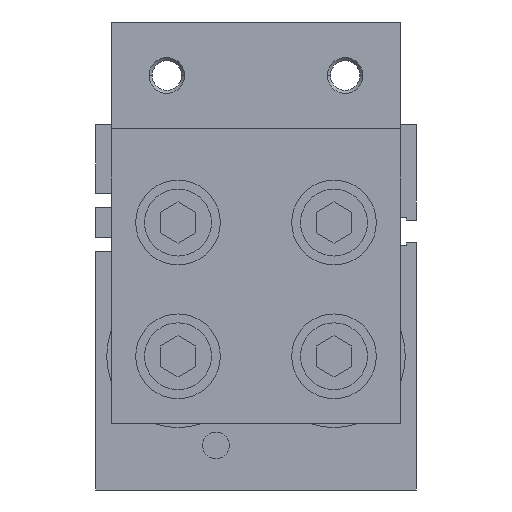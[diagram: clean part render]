
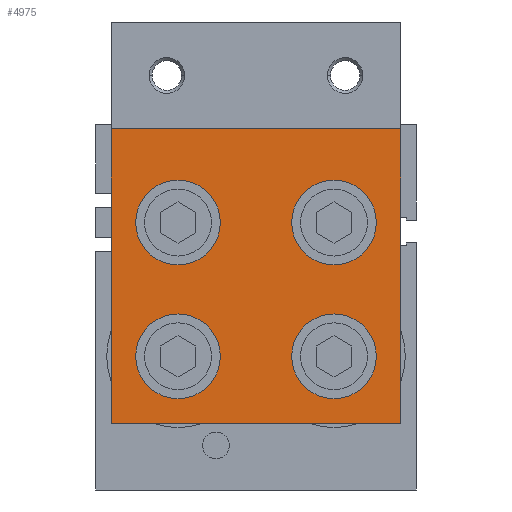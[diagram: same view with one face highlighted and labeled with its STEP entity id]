
A CAD part, front view. The second image highlights one B-rep face of the part: STEP entity #4975.
In plain terms, the highlighted face is planar.
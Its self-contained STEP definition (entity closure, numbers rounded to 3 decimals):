
#4856=CARTESIAN_POINT('',(-25.,21.,32.5));
#4857=DIRECTION('',(1.,0.,0.));
#4858=DIRECTION('',(0.,0.,-1.));
#4859=AXIS2_PLACEMENT_3D('',#4856,#4857,#4858);
#4860=PLANE('',#4859);
#4861=CARTESIAN_POINT('',(-25.,-30.,-27.));
#4862=VERTEX_POINT('',#4861);
#4863=CARTESIAN_POINT('',(-25.,-30.,-8.));
#4864=VERTEX_POINT('',#4863);
#4865=CARTESIAN_POINT('',(-25.,-30.,-17.5));
#4866=DIRECTION('',(1.,0.,0.));
#4867=DIRECTION('',(0.,0.,-1.));
#4868=AXIS2_PLACEMENT_3D('',#4865,#4866,#4867);
#4869=CIRCLE('',#4868,9.5);
#4870=EDGE_CURVE('',#4862,#4864,#4869,.T.);
#4871=ORIENTED_EDGE('',*,*,#4870,.T.);
#4872=CARTESIAN_POINT('',(-25.,-30.,-17.5));
#4873=DIRECTION('',(1.,0.,0.));
#4874=DIRECTION('',(0.,0.,-1.));
#4875=AXIS2_PLACEMENT_3D('',#4872,#4873,#4874);
#4876=CIRCLE('',#4875,9.5);
#4877=EDGE_CURVE('',#4864,#4862,#4876,.T.);
#4878=ORIENTED_EDGE('',*,*,#4877,.T.);
#4879=EDGE_LOOP('',(#4871,#4878));
#4880=FACE_BOUND('',#4879,.T.);
#4881=CARTESIAN_POINT('',(-25.,-0.,8.));
#4882=VERTEX_POINT('',#4881);
#4883=CARTESIAN_POINT('',(-25.,-0.,27.));
#4884=VERTEX_POINT('',#4883);
#4885=CARTESIAN_POINT('',(-25.,0.,17.5));
#4886=DIRECTION('',(1.,0.,0.));
#4887=DIRECTION('',(0.,0.,-1.));
#4888=AXIS2_PLACEMENT_3D('',#4885,#4886,#4887);
#4889=CIRCLE('',#4888,9.5);
#4890=EDGE_CURVE('',#4882,#4884,#4889,.T.);
#4891=ORIENTED_EDGE('',*,*,#4890,.T.);
#4892=CARTESIAN_POINT('',(-25.,0.,17.5));
#4893=DIRECTION('',(1.,0.,0.));
#4894=DIRECTION('',(0.,0.,-1.));
#4895=AXIS2_PLACEMENT_3D('',#4892,#4893,#4894);
#4896=CIRCLE('',#4895,9.5);
#4897=EDGE_CURVE('',#4884,#4882,#4896,.T.);
#4898=ORIENTED_EDGE('',*,*,#4897,.T.);
#4899=EDGE_LOOP('',(#4891,#4898));
#4900=FACE_BOUND('',#4899,.T.);
#4901=CARTESIAN_POINT('',(-25.,-30.,8.));
#4902=VERTEX_POINT('',#4901);
#4903=CARTESIAN_POINT('',(-25.,-30.,27.));
#4904=VERTEX_POINT('',#4903);
#4905=CARTESIAN_POINT('',(-25.,-30.,17.5));
#4906=DIRECTION('',(1.,0.,0.));
#4907=DIRECTION('',(0.,0.,-1.));
#4908=AXIS2_PLACEMENT_3D('',#4905,#4906,#4907);
#4909=CIRCLE('',#4908,9.5);
#4910=EDGE_CURVE('',#4902,#4904,#4909,.T.);
#4911=ORIENTED_EDGE('',*,*,#4910,.T.);
#4912=CARTESIAN_POINT('',(-25.,-30.,17.5));
#4913=DIRECTION('',(1.,0.,0.));
#4914=DIRECTION('',(0.,0.,-1.));
#4915=AXIS2_PLACEMENT_3D('',#4912,#4913,#4914);
#4916=CIRCLE('',#4915,9.5);
#4917=EDGE_CURVE('',#4904,#4902,#4916,.T.);
#4918=ORIENTED_EDGE('',*,*,#4917,.T.);
#4919=EDGE_LOOP('',(#4911,#4918));
#4920=FACE_BOUND('',#4919,.T.);
#4921=CARTESIAN_POINT('',(-25.,-0.,-27.));
#4922=VERTEX_POINT('',#4921);
#4923=CARTESIAN_POINT('',(-25.,-0.,-8.));
#4924=VERTEX_POINT('',#4923);
#4925=CARTESIAN_POINT('',(-25.,0.,-17.5));
#4926=DIRECTION('',(1.,0.,0.));
#4927=DIRECTION('',(0.,0.,-1.));
#4928=AXIS2_PLACEMENT_3D('',#4925,#4926,#4927);
#4929=CIRCLE('',#4928,9.5);
#4930=EDGE_CURVE('',#4922,#4924,#4929,.T.);
#4931=ORIENTED_EDGE('',*,*,#4930,.T.);
#4932=CARTESIAN_POINT('',(-25.,0.,-17.5));
#4933=DIRECTION('',(1.,0.,0.));
#4934=DIRECTION('',(0.,0.,-1.));
#4935=AXIS2_PLACEMENT_3D('',#4932,#4933,#4934);
#4936=CIRCLE('',#4935,9.5);
#4937=EDGE_CURVE('',#4924,#4922,#4936,.T.);
#4938=ORIENTED_EDGE('',*,*,#4937,.T.);
#4939=EDGE_LOOP('',(#4931,#4938));
#4940=FACE_BOUND('',#4939,.T.);
#4941=CARTESIAN_POINT('',(-25.,21.,-32.5));
#4942=VERTEX_POINT('',#4941);
#4943=CARTESIAN_POINT('',(-25.,-45.,-32.5));
#4944=VERTEX_POINT('',#4943);
#4945=CARTESIAN_POINT('',(-25.,21.,-32.5));
#4946=DIRECTION('',(0.,-1.,0.));
#4947=VECTOR('',#4946,66.);
#4948=LINE('',#4945,#4947);
#4949=EDGE_CURVE('',#4942,#4944,#4948,.T.);
#4950=ORIENTED_EDGE('',*,*,#4949,.T.);
#4951=CARTESIAN_POINT('',(-25.,-45.,32.5));
#4952=VERTEX_POINT('',#4951);
#4953=CARTESIAN_POINT('',(-25.,-45.,32.5));
#4954=DIRECTION('',(0.,0.,-1.));
#4955=VECTOR('',#4954,65.);
#4956=LINE('',#4953,#4955);
#4957=EDGE_CURVE('',#4952,#4944,#4956,.T.);
#4958=ORIENTED_EDGE('',*,*,#4957,.F.);
#4959=CARTESIAN_POINT('',(-25.,21.,32.5));
#4960=VERTEX_POINT('',#4959);
#4961=CARTESIAN_POINT('',(-25.,21.,32.5));
#4962=DIRECTION('',(0.,-1.,0.));
#4963=VECTOR('',#4962,66.);
#4964=LINE('',#4961,#4963);
#4965=EDGE_CURVE('',#4960,#4952,#4964,.T.);
#4966=ORIENTED_EDGE('',*,*,#4965,.F.);
#4967=CARTESIAN_POINT('',(-25.,21.,32.5));
#4968=DIRECTION('',(0.,0.,-1.));
#4969=VECTOR('',#4968,65.);
#4970=LINE('',#4967,#4969);
#4971=EDGE_CURVE('',#4960,#4942,#4970,.T.);
#4972=ORIENTED_EDGE('',*,*,#4971,.T.);
#4973=EDGE_LOOP('',(#4950,#4958,#4966,#4972));
#4974=FACE_BOUND('',#4973,.T.);
#4975=ADVANCED_FACE('',(#4880,#4900,#4920,#4940,#4974),#4860,.F.);
